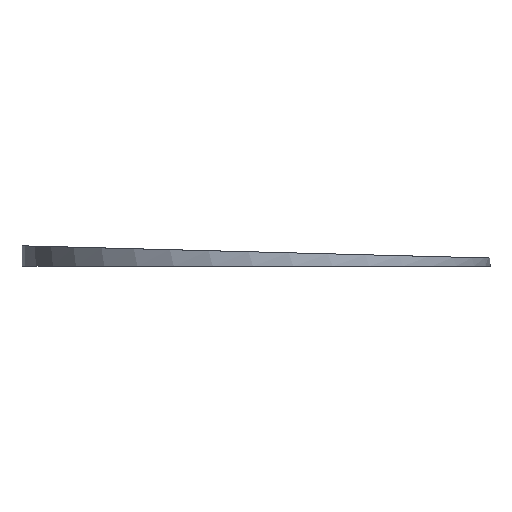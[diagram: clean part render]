
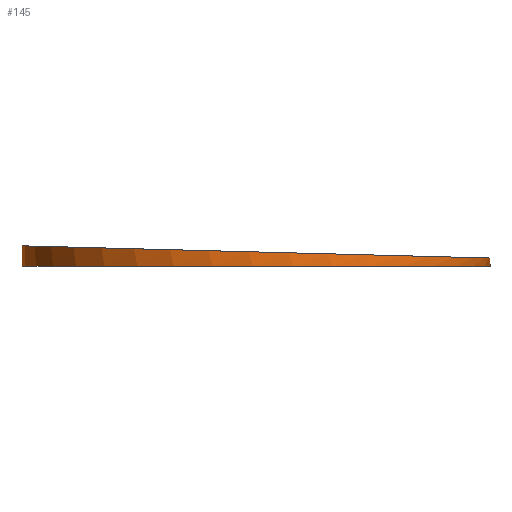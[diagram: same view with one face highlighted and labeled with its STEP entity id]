
A CAD part, left-side view. The second image highlights one B-rep face of the part: STEP entity #145.
In plain terms, the highlighted cylindrical face has radius 57.5 mm (diameter 115 mm), a partial arc.
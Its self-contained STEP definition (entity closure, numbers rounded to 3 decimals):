
#50=FACE_OUTER_BOUND('',#196,.T.);
#68=LINE('',#806,#86);
#69=LINE('',#807,#87);
#86=VECTOR('',#484,1.);
#87=VECTOR('',#485,1.);
#121=CYLINDRICAL_SURFACE('',#462,57.5);
#140=ELLIPSE('',#458,57.52,57.5);
#145=ADVANCED_FACE('',(#50),#121,.T.);
#166=CIRCLE('',#454,57.5);
#196=EDGE_LOOP('',(#254,#255,#256,#257));
#254=ORIENTED_EDGE('',*,*,#402,.F.);
#255=ORIENTED_EDGE('',*,*,#384,.F.);
#256=ORIENTED_EDGE('',*,*,#403,.F.);
#257=ORIENTED_EDGE('',*,*,#373,.F.);
#335=VERTEX_POINT('',#596);
#336=VERTEX_POINT('',#597);
#345=VERTEX_POINT('',#671);
#346=VERTEX_POINT('',#672);
#373=EDGE_CURVE('',#335,#336,#166,.T.);
#384=EDGE_CURVE('',#345,#346,#140,.T.);
#402=EDGE_CURVE('',#346,#335,#68,.T.);
#403=EDGE_CURVE('',#336,#345,#69,.T.);
#454=AXIS2_PLACEMENT_3D('',#595,#468,#469);
#458=AXIS2_PLACEMENT_3D('',#673,#476,#477);
#462=AXIS2_PLACEMENT_3D('',#808,#486,#487);
#468=DIRECTION('',(0.,0.,-1.));
#469=DIRECTION('',(0.,1.,0.));
#476=DIRECTION('',(0.,-0.026,1.));
#477=DIRECTION('',(0.,-1.,-0.026));
#484=DIRECTION('',(0.,0.,-1.));
#485=DIRECTION('',(0.,0.,1.));
#486=DIRECTION('',(0.,0.,-1.));
#487=DIRECTION('',(-1.,0.,0.));
#595=CARTESIAN_POINT('',(57.5,57.5,1.));
#596=CARTESIAN_POINT('',(56.,0.02,1.));
#597=CARTESIAN_POINT('',(59.,0.02,1.));
#671=CARTESIAN_POINT('',(59.,0.02,3.001));
#672=CARTESIAN_POINT('',(56.,0.02,3.001));
#673=CARTESIAN_POINT('',(57.5,57.5,4.5));
#806=CARTESIAN_POINT('',(56.,0.02,5.));
#807=CARTESIAN_POINT('',(59.,0.02,5.));
#808=CARTESIAN_POINT('',(57.5,57.5,21.));
